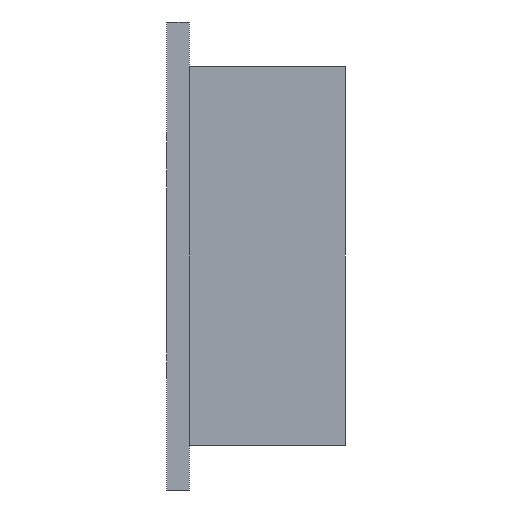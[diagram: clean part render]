
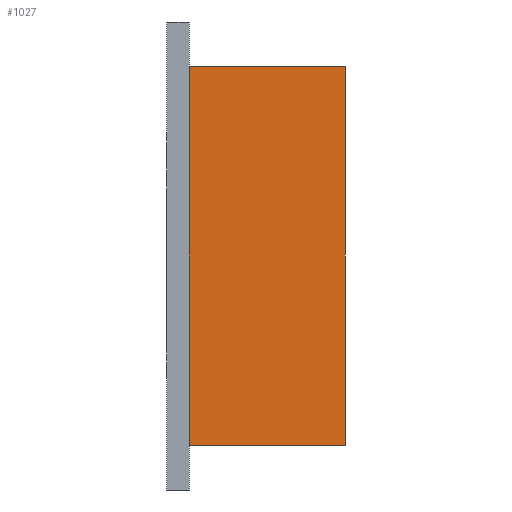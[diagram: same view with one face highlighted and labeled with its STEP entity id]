
A CAD part, left-side view. The second image highlights one B-rep face of the part: STEP entity #1027.
In plain terms, the highlighted planar face has unit normal (-1, 0, 0).
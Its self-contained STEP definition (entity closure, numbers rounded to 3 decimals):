
#31 = PLANE ( 'NONE',  #110 ) ;
#33 = ORIENTED_EDGE ( 'NONE', *, *, #605, .F. ) ;
#37 = DIRECTION ( 'NONE',  ( 1., 0., 0. ) ) ;
#70 = VECTOR ( 'NONE', #756, 1000. ) ;
#110 = AXIS2_PLACEMENT_3D ( 'NONE', #194, #37, #762 ) ;
#116 = LINE ( 'NONE', #678, #70 ) ;
#122 = EDGE_LOOP ( 'NONE', ( #214, #484, #33, #661 ) ) ;
#125 = FACE_OUTER_BOUND ( 'NONE', #122, .T. ) ;
#164 = DIRECTION ( 'NONE',  ( 0., 0., 1. ) ) ;
#194 = CARTESIAN_POINT ( 'NONE',  ( -68., 14., -17. ) ) ;
#214 = ORIENTED_EDGE ( 'NONE', *, *, #879, .T. ) ;
#252 = VERTEX_POINT ( 'NONE', #529 ) ;
#268 = DIRECTION ( 'NONE',  ( 0., 0., 1. ) ) ;
#316 = EDGE_CURVE ( 'NONE', #767, #252, #116, .T. ) ;
#319 = DIRECTION ( 'NONE',  ( 0., -1., 0. ) ) ;
#327 = LINE ( 'NONE', #961, #942 ) ;
#346 = LINE ( 'NONE', #487, #844 ) ;
#403 = LINE ( 'NONE', #969, #546 ) ;
#484 = ORIENTED_EDGE ( 'NONE', *, *, #549, .F. ) ;
#487 = CARTESIAN_POINT ( 'NONE',  ( -68., 14., -17. ) ) ;
#529 = CARTESIAN_POINT ( 'NONE',  ( -68., 0., -17. ) ) ;
#546 = VECTOR ( 'NONE', #164, 1000. ) ;
#549 = EDGE_CURVE ( 'NONE', #901, #1019, #327, .T. ) ;
#605 = EDGE_CURVE ( 'NONE', #767, #901, #346, .T. ) ;
#661 = ORIENTED_EDGE ( 'NONE', *, *, #316, .T. ) ;
#678 = CARTESIAN_POINT ( 'NONE',  ( -68., 14., -17. ) ) ;
#756 = DIRECTION ( 'NONE',  ( 0., -1., 0. ) ) ;
#762 = DIRECTION ( 'NONE',  ( 0., 0., -1. ) ) ;
#767 = VERTEX_POINT ( 'NONE', #1008 ) ;
#842 = CARTESIAN_POINT ( 'NONE',  ( -68., 0., 17. ) ) ;
#844 = VECTOR ( 'NONE', #268, 1000. ) ;
#879 = EDGE_CURVE ( 'NONE', #252, #1019, #403, .T. ) ;
#881 = CARTESIAN_POINT ( 'NONE',  ( -68., 14., 17. ) ) ;
#901 = VERTEX_POINT ( 'NONE', #881 ) ;
#942 = VECTOR ( 'NONE', #319, 1000. ) ;
#961 = CARTESIAN_POINT ( 'NONE',  ( -68., 14., 17. ) ) ;
#969 = CARTESIAN_POINT ( 'NONE',  ( -68., 0., -17. ) ) ;
#1008 = CARTESIAN_POINT ( 'NONE',  ( -68., 14., -17. ) ) ;
#1019 = VERTEX_POINT ( 'NONE', #842 ) ;
#1027 = ADVANCED_FACE ( 'NONE', ( #125 ), #31, .F. ) ;
